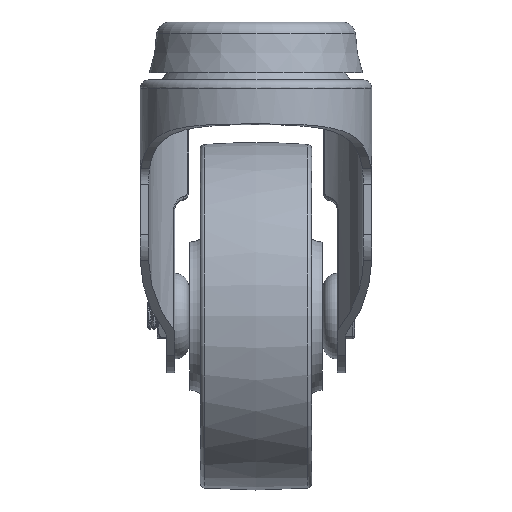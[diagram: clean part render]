
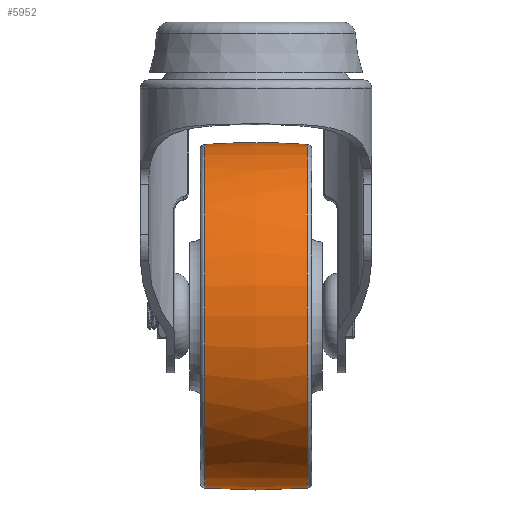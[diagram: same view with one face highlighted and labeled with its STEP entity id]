
A CAD part, left-side view. The second image highlights one B-rep face of the part: STEP entity #5952.
In plain terms, the highlighted free-form (B-spline) face has degree [2, 2] with [3, 9] control points.
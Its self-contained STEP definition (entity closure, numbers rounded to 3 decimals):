
#19=(
BOUNDED_SURFACE()
B_SPLINE_SURFACE(2,2,((#14618,#14619,#14620,#14621,#14622,#14623,#14624,
#14625,#14626),(#14627,#14628,#14629,#14630,#14631,#14632,#14633,#14634,
#14635),(#14636,#14637,#14638,#14639,#14640,#14641,#14642,#14643,#14644)),
 .UNSPECIFIED.,.F.,.T.,.F.)
B_SPLINE_SURFACE_WITH_KNOTS((3,3),(3,2,2,2,3),(-0.077,0.077),
(-3.142,-1.571,0.,1.571,3.142),
 .UNSPECIFIED.)
GEOMETRIC_REPRESENTATION_ITEM()
RATIONAL_B_SPLINE_SURFACE(((1.,0.707,1.,0.707,1.,
0.707,1.,0.707,1.),(0.997,0.705,
0.997,0.705,0.997,0.705,
0.997,0.705,0.997),(1.,0.707,
1.,0.707,1.,0.707,1.,0.707,1.)))
REPRESENTATION_ITEM('')
SURFACE()
);
#865=FACE_OUTER_BOUND('',#1288,.T.);
#1288=EDGE_LOOP('',(#4716,#4717,#4718,#4719));
#1740=CIRCLE('',#6733,37.074);
#1741=CIRCLE('',#6734,144.25);
#1742=CIRCLE('',#6735,37.074);
#2681=VERTEX_POINT('',#14645);
#2682=VERTEX_POINT('',#14647);
#3399=EDGE_CURVE('',#2681,#2681,#1740,.T.);
#3400=EDGE_CURVE('',#2681,#2682,#1741,.T.);
#3401=EDGE_CURVE('',#2682,#2682,#1742,.T.);
#4716=ORIENTED_EDGE('',*,*,#3399,.F.);
#4717=ORIENTED_EDGE('',*,*,#3400,.T.);
#4718=ORIENTED_EDGE('',*,*,#3401,.T.);
#4719=ORIENTED_EDGE('',*,*,#3400,.F.);
#5952=ADVANCED_FACE('',(#865),#19,.F.);
#6733=AXIS2_PLACEMENT_3D('',#14646,#8120,#8121);
#6734=AXIS2_PLACEMENT_3D('',#14648,#8122,#8123);
#6735=AXIS2_PLACEMENT_3D('',#14649,#8124,#8125);
#8120=DIRECTION('center_axis',(0.,-1.,0.));
#8121=DIRECTION('ref_axis',(0.,0.,
1.));
#8122=DIRECTION('center_axis',(-1.,0.,0.));
#8123=DIRECTION('ref_axis',(0.,0.,
1.));
#8124=DIRECTION('center_axis',(0.,-1.,0.));
#8125=DIRECTION('ref_axis',(0.,0.,
1.));
#14618=CARTESIAN_POINT('Ctrl Pts',(0.,11.077,
37.074));
#14619=CARTESIAN_POINT('Ctrl Pts',(-37.074,11.077,37.074));
#14620=CARTESIAN_POINT('Ctrl Pts',(-37.074,11.077,0.));
#14621=CARTESIAN_POINT('Ctrl Pts',(-37.074,11.077,-37.074));
#14622=CARTESIAN_POINT('Ctrl Pts',(0.,11.077,
-37.074));
#14623=CARTESIAN_POINT('Ctrl Pts',(37.074,11.077,-37.074));
#14624=CARTESIAN_POINT('Ctrl Pts',(37.074,11.077,0.));
#14625=CARTESIAN_POINT('Ctrl Pts',(37.074,11.077,37.074));
#14626=CARTESIAN_POINT('Ctrl Pts',(0.,11.077,
37.074));
#14627=CARTESIAN_POINT('Ctrl Pts',(0.,0.,
37.927));
#14628=CARTESIAN_POINT('Ctrl Pts',(-37.927,0.,
37.927));
#14629=CARTESIAN_POINT('Ctrl Pts',(-37.927,0.,
0.));
#14630=CARTESIAN_POINT('Ctrl Pts',(-37.927,0.,
-37.927));
#14631=CARTESIAN_POINT('Ctrl Pts',(0.,0.,
-37.927));
#14632=CARTESIAN_POINT('Ctrl Pts',(37.927,0.,
-37.927));
#14633=CARTESIAN_POINT('Ctrl Pts',(37.927,0.,
0.));
#14634=CARTESIAN_POINT('Ctrl Pts',(37.927,0.,
37.927));
#14635=CARTESIAN_POINT('Ctrl Pts',(0.,0.,
37.927));
#14636=CARTESIAN_POINT('Ctrl Pts',(0.,-11.077,
37.074));
#14637=CARTESIAN_POINT('Ctrl Pts',(-37.074,-11.077,
37.074));
#14638=CARTESIAN_POINT('Ctrl Pts',(-37.074,-11.077,
0.));
#14639=CARTESIAN_POINT('Ctrl Pts',(-37.074,-11.077,
-37.074));
#14640=CARTESIAN_POINT('Ctrl Pts',(0.,-11.077,
-37.074));
#14641=CARTESIAN_POINT('Ctrl Pts',(37.074,-11.077,-37.074));
#14642=CARTESIAN_POINT('Ctrl Pts',(37.074,-11.077,0.));
#14643=CARTESIAN_POINT('Ctrl Pts',(37.074,-11.077,37.074));
#14644=CARTESIAN_POINT('Ctrl Pts',(0.,-11.077,
37.074));
#14645=CARTESIAN_POINT('',(0.,-11.077,37.074));
#14646=CARTESIAN_POINT('Origin',(0.,-11.077,
0.));
#14647=CARTESIAN_POINT('',(0.,11.077,37.074));
#14648=CARTESIAN_POINT('Origin',(0.,0.,
-106.75));
#14649=CARTESIAN_POINT('Origin',(0.,11.077,
0.));
